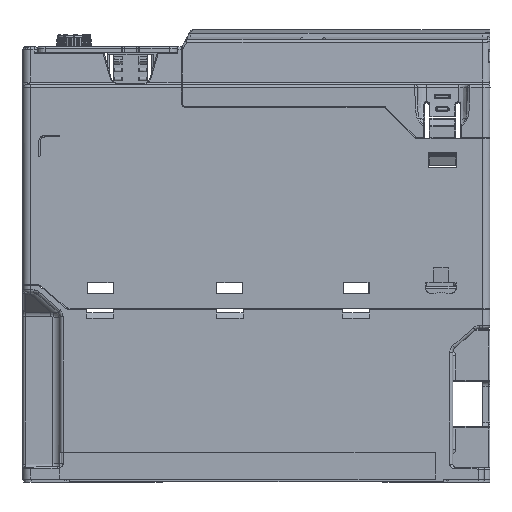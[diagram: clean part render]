
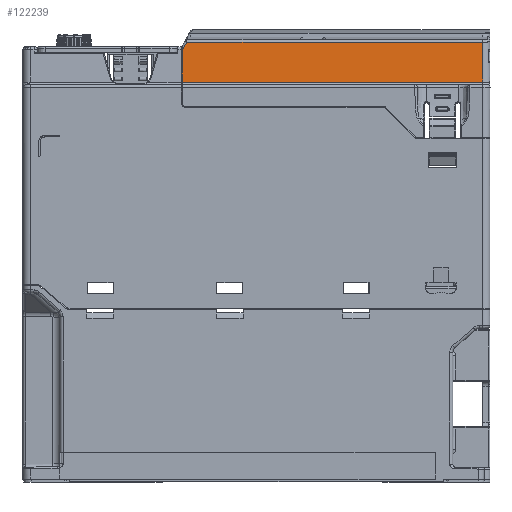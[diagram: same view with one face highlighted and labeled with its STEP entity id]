
A CAD part, left-side view. The second image highlights one B-rep face of the part: STEP entity #122239.
In plain terms, the highlighted planar face has unit normal (-0.999, 0, 0.035).
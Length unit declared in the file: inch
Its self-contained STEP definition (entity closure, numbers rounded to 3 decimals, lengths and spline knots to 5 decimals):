
#4955 = B_SPLINE_CURVE_WITH_KNOTS ( 'NONE', 3,
 ( #83729, #170405, #223583, #168169 ),
 .UNSPECIFIED., .F., .F.,
 ( 4, 4 ),
 ( 0., 1. ),
 .UNSPECIFIED. ) ;
#5327 = VECTOR ( 'NONE', #79490, 39.37008 ) ;
#6311 = CARTESIAN_POINT ( 'NONE',  ( -0.98084, 4.07135, 5.2939 ) ) ;
#6656 = CARTESIAN_POINT ( 'NONE',  ( -0.98084, -0.10964, 5.2939 ) ) ;
#10501 = EDGE_CURVE ( 'NONE', #116895, #171864, #225935, .T. ) ;
#11568 = AXIS2_PLACEMENT_3D ( 'NONE', #38405, #214283, #56846 ) ;
#15276 = LINE ( 'NONE', #155787, #119659 ) ;
#26222 = EDGE_LOOP ( 'NONE', ( #51611, #59391, #137778, #131873, #49570 ) ) ;
#33749 = FACE_OUTER_BOUND ( 'NONE', #26222, .T. ) ;
#34786 = VERTEX_POINT ( 'NONE', #221694 ) ;
#38230 = DIRECTION ( 'NONE',  ( 0., -1., 0. ) ) ;
#38405 = CARTESIAN_POINT ( 'NONE',  ( -0.96457, -0.10964, 5.75984 ) ) ;
#49570 = ORIENTED_EDGE ( 'NONE', *, *, #53247, .F. ) ;
#51611 = ORIENTED_EDGE ( 'NONE', *, *, #158679, .F. ) ;
#53247 = EDGE_CURVE ( 'NONE', #66116, #34786, #15276, .T. ) ;
#56846 = DIRECTION ( 'NONE',  ( -0.035, 0., -0.999 ) ) ;
#57478 = LINE ( 'NONE', #6656, #5327 ) ;
#59391 = ORIENTED_EDGE ( 'NONE', *, *, #145555, .F. ) ;
#66116 = VERTEX_POINT ( 'NONE', #6311 ) ;
#79490 = DIRECTION ( 'NONE',  ( 0., 1., 0. ) ) ;
#83729 = CARTESIAN_POINT ( 'NONE',  ( -0.96241, 0.09843, 5.82166 ) ) ;
#99575 = CARTESIAN_POINT ( 'NONE',  ( -0.96241, 0.09843, 5.82166 ) ) ;
#99579 = VECTOR ( 'NONE', #211472, 39.37008 ) ;
#116895 = VERTEX_POINT ( 'NONE', #165206 ) ;
#119659 = VECTOR ( 'NONE', #174265, 39.37008 ) ;
#122239 = ADVANCED_FACE ( 'NONE', ( #33749 ), #178152, .F. ) ;
#131873 = ORIENTED_EDGE ( 'NONE', *, *, #197520, .F. ) ;
#137778 = ORIENTED_EDGE ( 'NONE', *, *, #10501, .F. ) ;
#144100 = CARTESIAN_POINT ( 'NONE',  ( -0.96241, -0.10964, 5.82166 ) ) ;
#145555 = EDGE_CURVE ( 'NONE', #171864, #206995, #4955, .T. ) ;
#151346 = CARTESIAN_POINT ( 'NONE',  ( -0.98084, 0.09843, 5.2939 ) ) ;
#155787 = CARTESIAN_POINT ( 'NONE',  ( -0.98084, 4.07135, 5.2939 ) ) ;
#158679 = EDGE_CURVE ( 'NONE', #206995, #66116, #57478, .T. ) ;
#162746 = LINE ( 'NONE', #177613, #99579 ) ;
#165157 = VECTOR ( 'NONE', #38230, 39.37008 ) ;
#165206 = CARTESIAN_POINT ( 'NONE',  ( -0.96241, 4.01125, 5.82166 ) ) ;
#168169 = CARTESIAN_POINT ( 'NONE',  ( -0.98084, 0.09843, 5.2939 ) ) ;
#170405 = CARTESIAN_POINT ( 'NONE',  ( -0.96855, 0.09843, 5.64574 ) ) ;
#171864 = VERTEX_POINT ( 'NONE', #99575 ) ;
#174265 = DIRECTION ( 'NONE',  ( 0.035, -0.003, 0.999 ) ) ;
#177613 = CARTESIAN_POINT ( 'NONE',  ( -0.96209, 4.00594, 5.83086 ) ) ;
#178152 = PLANE ( 'NONE',  #11568 ) ;
#197520 = EDGE_CURVE ( 'NONE', #34786, #116895, #162746, .T. ) ;
#206995 = VERTEX_POINT ( 'NONE', #151346 ) ;
#211472 = DIRECTION ( 'NONE',  ( 0.03, -0.5, 0.866 ) ) ;
#214283 = DIRECTION ( 'NONE',  ( 0.999, 0., -0.035 ) ) ;
#221694 = CARTESIAN_POINT ( 'NONE',  ( -0.96595, 4.06986, 5.72014 ) ) ;
#223583 = CARTESIAN_POINT ( 'NONE',  ( -0.97469, 0.09843, 5.46982 ) ) ;
#225935 = LINE ( 'NONE', #144100, #165157 ) ;
